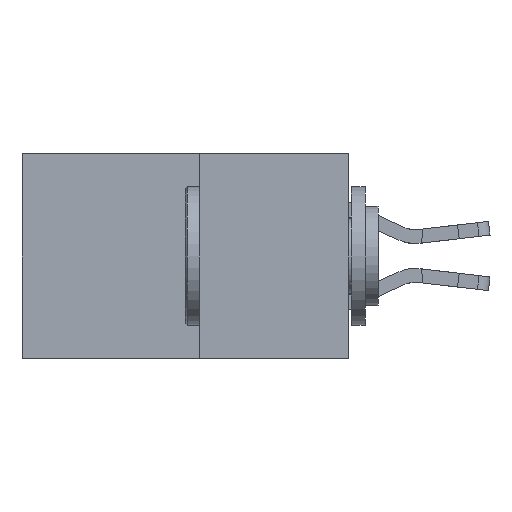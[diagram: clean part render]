
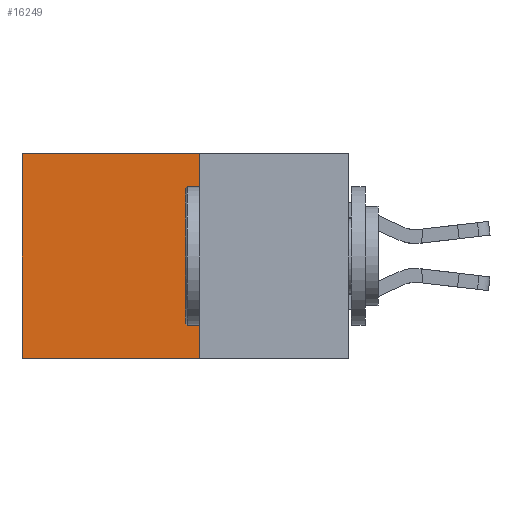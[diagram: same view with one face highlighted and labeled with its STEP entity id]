
A CAD part, left-side view. The second image highlights one B-rep face of the part: STEP entity #16249.
In plain terms, the highlighted planar face has unit normal (-1, 0, 0).
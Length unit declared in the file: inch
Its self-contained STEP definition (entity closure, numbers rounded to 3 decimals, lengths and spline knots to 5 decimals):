
#28 = CARTESIAN_POINT ( 'NONE',  ( 0.277, 0.59, 0. ) ) ;
#447 = EDGE_LOOP ( 'NONE', ( #6728, #7956, #17887, #23993 ) ) ;
#1427 = DIRECTION ( 'NONE',  ( 0., 0., -1. ) ) ;
#4214 = VERTEX_POINT ( 'NONE', #12208 ) ;
#4680 = EDGE_CURVE ( 'NONE', #4214, #13318, #6977, .T. ) ;
#5255 = LINE ( 'NONE', #23901, #14679 ) ;
#6135 = VERTEX_POINT ( 'NONE', #28 ) ;
#6728 = ORIENTED_EDGE ( 'NONE', *, *, #16216, .T. ) ;
#6977 = LINE ( 'NONE', #21913, #11427 ) ;
#7956 = ORIENTED_EDGE ( 'NONE', *, *, #4680, .F. ) ;
#9135 = FACE_OUTER_BOUND ( 'NONE', #447, .T. ) ;
#10963 = CARTESIAN_POINT ( 'NONE',  ( 0.277, 0.27, -0.37 ) ) ;
#11333 = EDGE_CURVE ( 'NONE', #22732, #4214, #12447, .T. ) ;
#11427 = VECTOR ( 'NONE', #21850, 39.37008 ) ;
#12006 = DIRECTION ( 'NONE',  ( 0., 0., -1. ) ) ;
#12208 = CARTESIAN_POINT ( 'NONE',  ( 0.277, 0.27, -0.37 ) ) ;
#12447 = LINE ( 'NONE', #21285, #16232 ) ;
#12845 = DIRECTION ( 'NONE',  ( 0., 0., -1. ) ) ;
#13318 = VERTEX_POINT ( 'NONE', #13780 ) ;
#13780 = CARTESIAN_POINT ( 'NONE',  ( 0.277, 0.59, -0.37 ) ) ;
#14315 = LINE ( 'NONE', #19038, #18694 ) ;
#14679 = VECTOR ( 'NONE', #1427, 39.37008 ) ;
#16216 = EDGE_CURVE ( 'NONE', #6135, #13318, #5255, .T. ) ;
#16232 = VECTOR ( 'NONE', #12006, 39.37008 ) ;
#16249 = ADVANCED_FACE ( 'NONE', ( #9135 ), #18388, .F. ) ;
#17259 = AXIS2_PLACEMENT_3D ( 'NONE', #10963, #23980, #12845 ) ;
#17887 = ORIENTED_EDGE ( 'NONE', *, *, #11333, .F. ) ;
#18388 = PLANE ( 'NONE',  #17259 ) ;
#18515 = EDGE_CURVE ( 'NONE', #22732, #6135, #14315, .T. ) ;
#18694 = VECTOR ( 'NONE', #22689, 39.37008 ) ;
#19038 = CARTESIAN_POINT ( 'NONE',  ( 0.277, 0.27, 0. ) ) ;
#20669 = CARTESIAN_POINT ( 'NONE',  ( 0.277, 0.27, 0. ) ) ;
#21285 = CARTESIAN_POINT ( 'NONE',  ( 0.277, 0.27, -0.37 ) ) ;
#21850 = DIRECTION ( 'NONE',  ( 0., 1., 0. ) ) ;
#21913 = CARTESIAN_POINT ( 'NONE',  ( 0.277, 0.27, -0.37 ) ) ;
#22689 = DIRECTION ( 'NONE',  ( 0., 1., 0. ) ) ;
#22732 = VERTEX_POINT ( 'NONE', #20669 ) ;
#23901 = CARTESIAN_POINT ( 'NONE',  ( 0.277, 0.59, -0.37 ) ) ;
#23980 = DIRECTION ( 'NONE',  ( 1., 0., 0. ) ) ;
#23993 = ORIENTED_EDGE ( 'NONE', *, *, #18515, .T. ) ;
